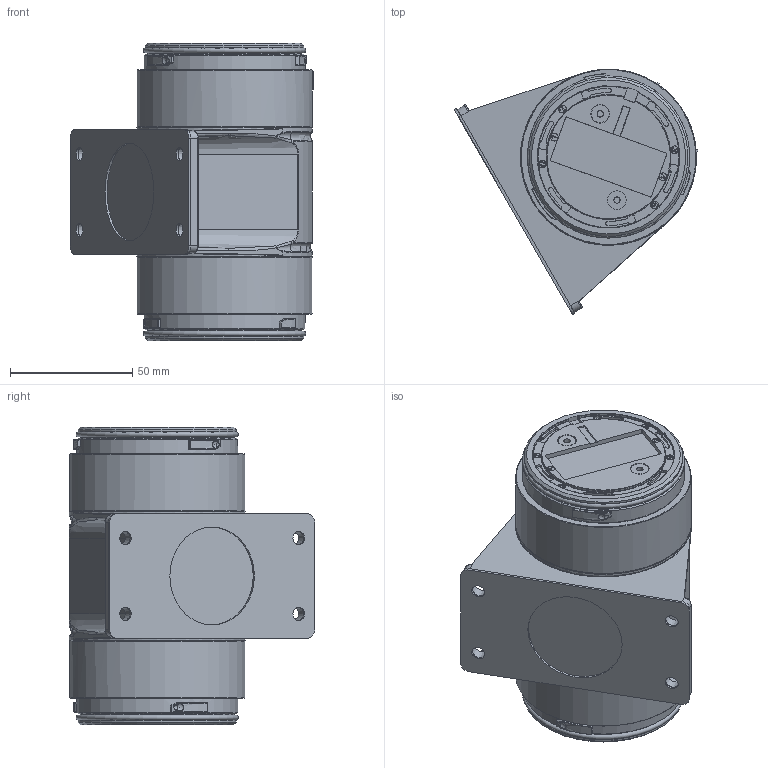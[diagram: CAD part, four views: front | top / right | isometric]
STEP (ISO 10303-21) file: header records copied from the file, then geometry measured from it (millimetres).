
FILE_DESCRIPTION(/* description */ (''),/* implementation_level */ '2;1');
FILE_NAME(/* name */ 'XZV.stp',/* time_stamp */ '2013-11-14T10:02:13+01:00',/* author */ (''),/* organization */ (''),/* preprocessor_version */ 'ST-DEVELOPER v11',/* originating_system */ 'SIEMENS PLM Software NX 7.5',/* authorisation */ '');
FILE_SCHEMA (('AUTOMOTIVE_DESIGN { 1 0 10303 214 1 1 1 1 }'));
Products named in the file (1): m.neB80B8nz6
Bounding box: 99.76 x 100.5 x 122 mm (x, y, z)
Volume: 520425.2 mm3; surface area: 67923.8 mm2
Topology: 4 solids, 12 shells, 1438 faces, 3554 edges, 2074 vertices
Faces by surface type: plane 330, bspline 316, cylinder 271, cone 213, torus 140, sphere 126, extrusion 42
Full cylindrical faces by diameter (mm): 3.1 x4, 3.2 x8, 5.5 x4, 7.6 x4, 40 x1, 63.1 x2, 65.1 x2, 72 x4
Entity records: 51047 total; most frequent: CARTESIAN_POINT 19974, ORIENTED_EDGE 6608, DIRECTION 6045, EDGE_CURVE 3304, AXIS2_PLACEMENT_3D 2532, VERTEX_POINT 2028, EDGE_LOOP 1592, ADVANCED_FACE 1438
